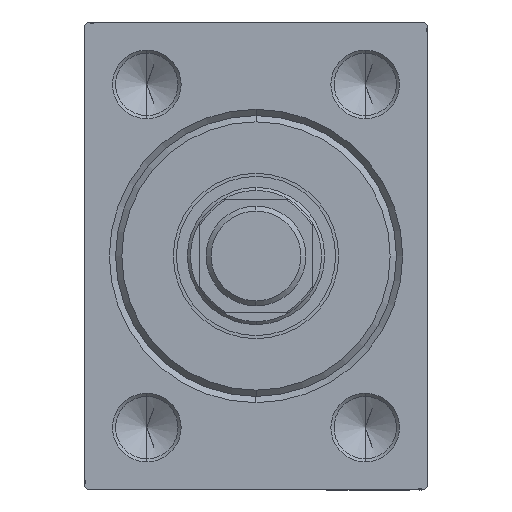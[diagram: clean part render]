
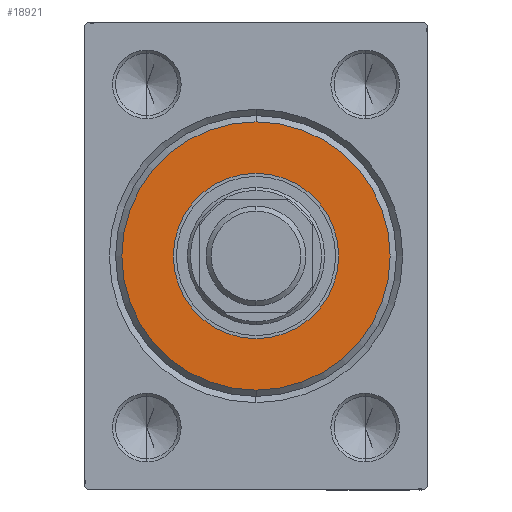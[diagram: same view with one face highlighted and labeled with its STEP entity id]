
A CAD part, left-side view. The second image highlights one B-rep face of the part: STEP entity #18921.
In plain terms, the highlighted face is planar.
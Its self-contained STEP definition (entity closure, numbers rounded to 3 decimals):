
#1887 = CARTESIAN_POINT ( 'NONE',  ( 3., 0., 0. ) ) ;
#1935 = AXIS2_PLACEMENT_3D ( 'NONE', #33280, #36432, #29457 ) ;
#1993 = EDGE_CURVE ( 'NONE', #6607, #25890, #26195, .T. ) ;
#4964 = EDGE_CURVE ( 'NONE', #35119, #33256, #7630, .T. ) ;
#6607 = VERTEX_POINT ( 'NONE', #10130 ) ;
#7145 = ORIENTED_EDGE ( 'NONE', *, *, #4964, .T. ) ;
#7630 = CIRCLE ( 'NONE', #13361, 21.5 ) ;
#9439 = AXIS2_PLACEMENT_3D ( 'NONE', #12379, #13055, #19778 ) ;
#10130 = CARTESIAN_POINT ( 'NONE',  ( 3., 0., 13.25 ) ) ;
#11701 = CARTESIAN_POINT ( 'NONE',  ( 3., 0., 0. ) ) ;
#12379 = CARTESIAN_POINT ( 'NONE',  ( 3., 0., 0. ) ) ;
#12403 = EDGE_LOOP ( 'NONE', ( #33540, #38858 ) ) ;
#13055 = DIRECTION ( 'NONE',  ( 1., 0., 0. ) ) ;
#13296 = AXIS2_PLACEMENT_3D ( 'NONE', #40291, #40968, #29941 ) ;
#13361 = AXIS2_PLACEMENT_3D ( 'NONE', #11701, #24516, #31499 ) ;
#14350 = CARTESIAN_POINT ( 'NONE',  ( 3., 0., 21.5 ) ) ;
#15117 = EDGE_LOOP ( 'NONE', ( #39825, #7145 ) ) ;
#16419 = FACE_OUTER_BOUND ( 'NONE', #15117, .T. ) ;
#17303 = CIRCLE ( 'NONE', #42402, 13.25 ) ;
#18921 = ADVANCED_FACE ( 'NONE', ( #16419, #25843 ), #19336, .T. ) ;
#19336 = PLANE ( 'NONE',  #9439 ) ;
#19485 = CARTESIAN_POINT ( 'NONE',  ( 3., 0., -21.5 ) ) ;
#19778 = DIRECTION ( 'NONE',  ( 0., 0., -1. ) ) ;
#21272 = CIRCLE ( 'NONE', #1935, 21.5 ) ;
#24516 = DIRECTION ( 'NONE',  ( 1., 0., 0. ) ) ;
#25214 = DIRECTION ( 'NONE',  ( 1., 0., 0. ) ) ;
#25843 = FACE_BOUND ( 'NONE', #12403, .T. ) ;
#25890 = VERTEX_POINT ( 'NONE', #31029 ) ;
#26195 = CIRCLE ( 'NONE', #13296, 13.25 ) ;
#27432 = EDGE_CURVE ( 'NONE', #33256, #35119, #21272, .T. ) ;
#28591 = DIRECTION ( 'NONE',  ( 0., 0., -1. ) ) ;
#29457 = DIRECTION ( 'NONE',  ( 0., 0., -1. ) ) ;
#29941 = DIRECTION ( 'NONE',  ( 0., 0., -1. ) ) ;
#31029 = CARTESIAN_POINT ( 'NONE',  ( 3., 0., -13.25 ) ) ;
#31499 = DIRECTION ( 'NONE',  ( 0., 0., -1. ) ) ;
#33256 = VERTEX_POINT ( 'NONE', #14350 ) ;
#33280 = CARTESIAN_POINT ( 'NONE',  ( 3., 0., 0. ) ) ;
#33540 = ORIENTED_EDGE ( 'NONE', *, *, #43827, .F. ) ;
#35119 = VERTEX_POINT ( 'NONE', #19485 ) ;
#36432 = DIRECTION ( 'NONE',  ( 1., 0., 0. ) ) ;
#38858 = ORIENTED_EDGE ( 'NONE', *, *, #1993, .F. ) ;
#39825 = ORIENTED_EDGE ( 'NONE', *, *, #27432, .T. ) ;
#40291 = CARTESIAN_POINT ( 'NONE',  ( 3., 0., 0. ) ) ;
#40968 = DIRECTION ( 'NONE',  ( 1., 0., 0. ) ) ;
#42402 = AXIS2_PLACEMENT_3D ( 'NONE', #1887, #25214, #28591 ) ;
#43827 = EDGE_CURVE ( 'NONE', #25890, #6607, #17303, .T. ) ;
